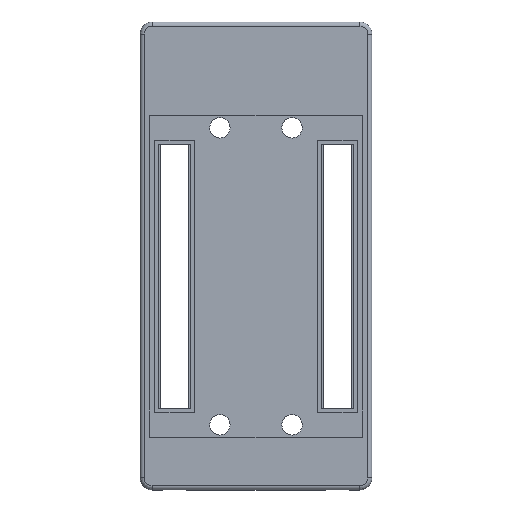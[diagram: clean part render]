
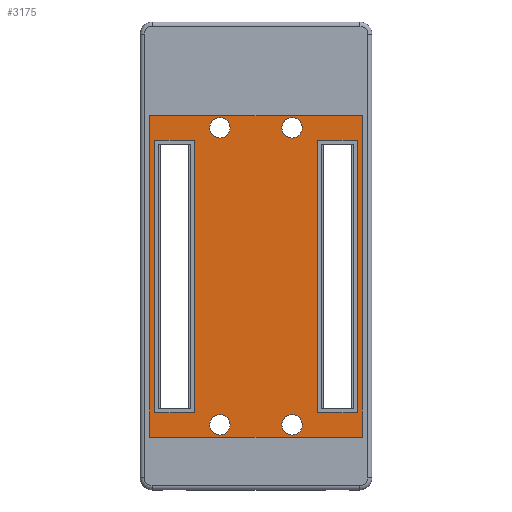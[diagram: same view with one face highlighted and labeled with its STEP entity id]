
A CAD part, top view. The second image highlights one B-rep face of the part: STEP entity #3175.
In plain terms, the highlighted free-form (B-spline) face has degree [1, 1] with [2, 2] control points.
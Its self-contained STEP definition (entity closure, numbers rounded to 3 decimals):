
#2291 = VERTEX_POINT('',#2292);
#2292 = CARTESIAN_POINT('',(21.215,10.547,
    2.353));
#2297 = EDGE_CURVE('',#2291,#2298,#2300,.T.);
#2298 = VERTEX_POINT('',#2299);
#2299 = CARTESIAN_POINT('',(21.215,74.639,
    2.353));
#2300 = B_SPLINE_CURVE_WITH_KNOTS('',1,(#2301,#2302),.UNSPECIFIED.,.F.,
  .F.,(2,2),(0.,79.),.PIECEWISE_BEZIER_KNOTS.);
#2301 = CARTESIAN_POINT('',(21.215,10.547,
    2.353));
#2302 = CARTESIAN_POINT('',(21.215,74.639,
    2.353));
#2319 = EDGE_CURVE('',#2298,#2320,#2322,.T.);
#2320 = VERTEX_POINT('',#2321);
#2321 = CARTESIAN_POINT('',(-21.215,74.639,
    2.353));
#2322 = B_SPLINE_CURVE_WITH_KNOTS('',1,(#2323,#2324),.UNSPECIFIED.,.F.,
  .F.,(2,2),(0.,52.3),.PIECEWISE_BEZIER_KNOTS.);
#2323 = CARTESIAN_POINT('',(21.215,74.639,
    2.353));
#2324 = CARTESIAN_POINT('',(-21.215,74.639,
    2.353));
#2341 = EDGE_CURVE('',#2320,#2342,#2344,.T.);
#2342 = VERTEX_POINT('',#2343);
#2343 = CARTESIAN_POINT('',(-21.215,10.547,
    2.353));
#2344 = B_SPLINE_CURVE_WITH_KNOTS('',1,(#2345,#2346),.UNSPECIFIED.,.F.,
  .F.,(2,2),(0.,79.),.PIECEWISE_BEZIER_KNOTS.);
#2345 = CARTESIAN_POINT('',(-21.215,74.639,
    2.353));
#2346 = CARTESIAN_POINT('',(-21.215,10.547,
    2.353));
#2363 = EDGE_CURVE('',#2342,#2291,#2364,.T.);
#2364 = B_SPLINE_CURVE_WITH_KNOTS('',1,(#2365,#2366),.UNSPECIFIED.,.F.,
  .F.,(2,2),(0.,52.3),.PIECEWISE_BEZIER_KNOTS.);
#2365 = CARTESIAN_POINT('',(-21.215,10.547,
    2.353));
#2366 = CARTESIAN_POINT('',(21.215,10.547,
    2.353));
#2892 = VERTEX_POINT('',#2893);
#2893 = CARTESIAN_POINT('',(-5.168,12.981,
    2.353));
#2898 = EDGE_CURVE('',#2892,#2892,#2899,.T.);
#2899 = ( BOUNDED_CURVE() B_SPLINE_CURVE(2,(#2900,#2901,#2902,#2903,
#2904,#2905,#2906),.UNSPECIFIED.,.T.,.F.) B_SPLINE_CURVE_WITH_KNOTS((1,2
    ,2,2,2,1),(-2.094,0.,2.094,4.189,
6.283,8.378),.UNSPECIFIED.) CURVE() 
GEOMETRIC_REPRESENTATION_ITEM() RATIONAL_B_SPLINE_CURVE((1.,0.5,1.,0.5,
1.,0.5,1.)) REPRESENTATION_ITEM('') );
#2900 = CARTESIAN_POINT('',(-5.168,12.981,
    2.353));
#2901 = CARTESIAN_POINT('',(-5.168,9.468,
    2.353));
#2902 = CARTESIAN_POINT('',(-8.21,11.224,
    2.353));
#2903 = CARTESIAN_POINT('',(-11.252,12.981,
    2.353));
#2904 = CARTESIAN_POINT('',(-8.21,14.737,
    2.353));
#2905 = CARTESIAN_POINT('',(-5.168,16.494,
    2.353));
#2906 = CARTESIAN_POINT('',(-5.168,12.981,
    2.353));
#2929 = VERTEX_POINT('',#2930);
#2930 = CARTESIAN_POINT('',(9.224,12.981,
    2.353));
#2935 = EDGE_CURVE('',#2929,#2929,#2936,.T.);
#2936 = ( BOUNDED_CURVE() B_SPLINE_CURVE(2,(#2937,#2938,#2939,#2940,
#2941,#2942,#2943),.UNSPECIFIED.,.T.,.F.) B_SPLINE_CURVE_WITH_KNOTS((1,2
    ,2,2,2,1),(-2.094,0.,2.094,4.189,
6.283,8.378),.UNSPECIFIED.) CURVE() 
GEOMETRIC_REPRESENTATION_ITEM() RATIONAL_B_SPLINE_CURVE((1.,0.5,1.,0.5,
1.,0.5,1.)) REPRESENTATION_ITEM('') );
#2937 = CARTESIAN_POINT('',(9.224,12.981,
    2.353));
#2938 = CARTESIAN_POINT('',(9.224,9.468,2.353
    ));
#2939 = CARTESIAN_POINT('',(6.182,11.224,
    2.353));
#2940 = CARTESIAN_POINT('',(3.139,12.981,2.353
    ));
#2941 = CARTESIAN_POINT('',(6.182,14.737,
    2.353));
#2942 = CARTESIAN_POINT('',(9.224,16.494,
    2.353));
#2943 = CARTESIAN_POINT('',(9.224,12.981,
    2.353));
#2966 = VERTEX_POINT('',#2967);
#2967 = CARTESIAN_POINT('',(-5.168,72.205,
    2.353));
#2972 = EDGE_CURVE('',#2966,#2966,#2973,.T.);
#2973 = ( BOUNDED_CURVE() B_SPLINE_CURVE(2,(#2974,#2975,#2976,#2977,
#2978,#2979,#2980),.UNSPECIFIED.,.T.,.F.) B_SPLINE_CURVE_WITH_KNOTS((1,2
    ,2,2,2,1),(-2.094,0.,2.094,4.189,
6.283,8.378),.UNSPECIFIED.) CURVE() 
GEOMETRIC_REPRESENTATION_ITEM() RATIONAL_B_SPLINE_CURVE((1.,0.5,1.,0.5,
1.,0.5,1.)) REPRESENTATION_ITEM('') );
#2974 = CARTESIAN_POINT('',(-5.168,72.205,
    2.353));
#2975 = CARTESIAN_POINT('',(-5.168,68.692,
    2.353));
#2976 = CARTESIAN_POINT('',(-8.21,70.448,
    2.353));
#2977 = CARTESIAN_POINT('',(-11.252,72.205,
    2.353));
#2978 = CARTESIAN_POINT('',(-8.21,73.961,
    2.353));
#2979 = CARTESIAN_POINT('',(-5.168,75.718,
    2.353));
#2980 = CARTESIAN_POINT('',(-5.168,72.205,
    2.353));
#3003 = VERTEX_POINT('',#3004);
#3004 = CARTESIAN_POINT('',(9.224,72.205,
    2.353));
#3009 = EDGE_CURVE('',#3003,#3003,#3010,.T.);
#3010 = ( BOUNDED_CURVE() B_SPLINE_CURVE(2,(#3011,#3012,#3013,#3014,
#3015,#3016,#3017),.UNSPECIFIED.,.T.,.F.) B_SPLINE_CURVE_WITH_KNOTS((1,2
    ,2,2,2,1),(-2.094,0.,2.094,4.189,
6.283,8.378),.UNSPECIFIED.) CURVE() 
GEOMETRIC_REPRESENTATION_ITEM() RATIONAL_B_SPLINE_CURVE((1.,0.5,1.,0.5,
1.,0.5,1.)) REPRESENTATION_ITEM('') );
#3011 = CARTESIAN_POINT('',(9.224,72.205,
    2.353));
#3012 = CARTESIAN_POINT('',(9.224,68.692,
    2.353));
#3013 = CARTESIAN_POINT('',(6.182,70.448,
    2.353));
#3014 = CARTESIAN_POINT('',(3.139,72.205,2.353
    ));
#3015 = CARTESIAN_POINT('',(6.182,73.961,
    2.353));
#3016 = CARTESIAN_POINT('',(9.224,75.718,2.353
    ));
#3017 = CARTESIAN_POINT('',(9.224,72.205,
    2.353));
#3175 = ADVANCED_FACE('',(#3176,#3182,#3185,#3188,#3218,#3221,#3251),
  #3254,.T.);
#3176 = FACE_BOUND('',#3177,.T.);
#3177 = EDGE_LOOP('',(#3178,#3179,#3180,#3181));
#3178 = ORIENTED_EDGE('',*,*,#2319,.T.);
#3179 = ORIENTED_EDGE('',*,*,#2341,.T.);
#3180 = ORIENTED_EDGE('',*,*,#2363,.T.);
#3181 = ORIENTED_EDGE('',*,*,#2297,.T.);
#3182 = FACE_BOUND('',#3183,.T.);
#3183 = EDGE_LOOP('',(#3184));
#3184 = ORIENTED_EDGE('',*,*,#2898,.T.);
#3185 = FACE_BOUND('',#3186,.T.);
#3186 = EDGE_LOOP('',(#3187));
#3187 = ORIENTED_EDGE('',*,*,#2935,.T.);
#3188 = FACE_BOUND('',#3189,.T.);
#3189 = EDGE_LOOP('',(#3190,#3199,#3206,#3213));
#3190 = ORIENTED_EDGE('',*,*,#3191,.F.);
#3191 = EDGE_CURVE('',#3192,#3194,#3196,.T.);
#3192 = VERTEX_POINT('',#3193);
#3193 = CARTESIAN_POINT('',(-12.25,15.414,2.353
    ));
#3194 = VERTEX_POINT('',#3195);
#3195 = CARTESIAN_POINT('',(-12.25,69.771,
    2.353));
#3196 = B_SPLINE_CURVE_WITH_KNOTS('',1,(#3197,#3198),.UNSPECIFIED.,.F.,
  .F.,(2,2),(-50.25,16.75),.PIECEWISE_BEZIER_KNOTS.);
#3197 = CARTESIAN_POINT('',(-12.25,15.414,2.353
    ));
#3198 = CARTESIAN_POINT('',(-12.25,69.771,
    2.353));
#3199 = ORIENTED_EDGE('',*,*,#3200,.F.);
#3200 = EDGE_CURVE('',#3201,#3192,#3203,.T.);
#3201 = VERTEX_POINT('',#3202);
#3202 = CARTESIAN_POINT('',(-20.201,15.414,
    2.353));
#3203 = B_SPLINE_CURVE_WITH_KNOTS('',1,(#3204,#3205),.UNSPECIFIED.,.F.,
  .F.,(2,2),(-17.35,-7.55),.PIECEWISE_BEZIER_KNOTS.);
#3204 = CARTESIAN_POINT('',(-20.201,15.414,
    2.353));
#3205 = CARTESIAN_POINT('',(-12.25,15.414,2.353
    ));
#3206 = ORIENTED_EDGE('',*,*,#3207,.F.);
#3207 = EDGE_CURVE('',#3208,#3201,#3210,.T.);
#3208 = VERTEX_POINT('',#3209);
#3209 = CARTESIAN_POINT('',(-20.201,69.771,
    2.353));
#3210 = B_SPLINE_CURVE_WITH_KNOTS('',1,(#3211,#3212),.UNSPECIFIED.,.F.,
  .F.,(2,2),(-50.25,16.75),.PIECEWISE_BEZIER_KNOTS.);
#3211 = CARTESIAN_POINT('',(-20.201,69.771,
    2.353));
#3212 = CARTESIAN_POINT('',(-20.201,15.414,
    2.353));
#3213 = ORIENTED_EDGE('',*,*,#3214,.F.);
#3214 = EDGE_CURVE('',#3194,#3208,#3215,.T.);
#3215 = B_SPLINE_CURVE_WITH_KNOTS('',1,(#3216,#3217),.UNSPECIFIED.,.F.,
  .F.,(2,2),(2.65,12.45),.PIECEWISE_BEZIER_KNOTS.);
#3216 = CARTESIAN_POINT('',(-12.25,69.771,
    2.353));
#3217 = CARTESIAN_POINT('',(-20.201,69.771,
    2.353));
#3218 = FACE_BOUND('',#3219,.T.);
#3219 = EDGE_LOOP('',(#3220));
#3220 = ORIENTED_EDGE('',*,*,#2972,.T.);
#3221 = FACE_BOUND('',#3222,.T.);
#3222 = EDGE_LOOP('',(#3223,#3232,#3239,#3246));
#3223 = ORIENTED_EDGE('',*,*,#3224,.T.);
#3224 = EDGE_CURVE('',#3225,#3227,#3229,.T.);
#3225 = VERTEX_POINT('',#3226);
#3226 = CARTESIAN_POINT('',(12.25,69.771,
    2.353));
#3227 = VERTEX_POINT('',#3228);
#3228 = CARTESIAN_POINT('',(20.201,69.771,
    2.353));
#3229 = B_SPLINE_CURVE_WITH_KNOTS('',1,(#3230,#3231),.UNSPECIFIED.,.F.,
  .F.,(2,2),(2.65,12.45),.PIECEWISE_BEZIER_KNOTS.);
#3230 = CARTESIAN_POINT('',(12.25,69.771,
    2.353));
#3231 = CARTESIAN_POINT('',(20.201,69.771,
    2.353));
#3232 = ORIENTED_EDGE('',*,*,#3233,.T.);
#3233 = EDGE_CURVE('',#3227,#3234,#3236,.T.);
#3234 = VERTEX_POINT('',#3235);
#3235 = CARTESIAN_POINT('',(20.201,15.414,
    2.353));
#3236 = B_SPLINE_CURVE_WITH_KNOTS('',1,(#3237,#3238),.UNSPECIFIED.,.F.,
  .F.,(2,2),(-50.25,16.75),.PIECEWISE_BEZIER_KNOTS.);
#3237 = CARTESIAN_POINT('',(20.201,69.771,
    2.353));
#3238 = CARTESIAN_POINT('',(20.201,15.414,
    2.353));
#3239 = ORIENTED_EDGE('',*,*,#3240,.T.);
#3240 = EDGE_CURVE('',#3234,#3241,#3243,.T.);
#3241 = VERTEX_POINT('',#3242);
#3242 = CARTESIAN_POINT('',(12.25,15.414,
    2.353));
#3243 = B_SPLINE_CURVE_WITH_KNOTS('',1,(#3244,#3245),.UNSPECIFIED.,.F.,
  .F.,(2,2),(-17.35,-7.55),.PIECEWISE_BEZIER_KNOTS.);
#3244 = CARTESIAN_POINT('',(20.201,15.414,
    2.353));
#3245 = CARTESIAN_POINT('',(12.25,15.414,
    2.353));
#3246 = ORIENTED_EDGE('',*,*,#3247,.T.);
#3247 = EDGE_CURVE('',#3241,#3225,#3248,.T.);
#3248 = B_SPLINE_CURVE_WITH_KNOTS('',1,(#3249,#3250),.UNSPECIFIED.,.F.,
  .F.,(2,2),(-50.25,16.75),.PIECEWISE_BEZIER_KNOTS.);
#3249 = CARTESIAN_POINT('',(12.25,15.414,
    2.353));
#3250 = CARTESIAN_POINT('',(12.25,69.771,
    2.353));
#3251 = FACE_BOUND('',#3252,.T.);
#3252 = EDGE_LOOP('',(#3253));
#3253 = ORIENTED_EDGE('',*,*,#3009,.T.);
#3254 = B_SPLINE_SURFACE_WITH_KNOTS('',1,1,(
    (#3255,#3256)
    ,(#3257,#3258
    )),.UNSPECIFIED.,.F.,.F.,.F.,(2,2),(2,2),(-26.15,26.15),(
    -39.5,39.5),.PIECEWISE_BEZIER_KNOTS.);
#3255 = CARTESIAN_POINT('',(-21.215,10.547,
    2.353));
#3256 = CARTESIAN_POINT('',(-21.215,74.639,
    2.353));
#3257 = CARTESIAN_POINT('',(21.215,10.547,
    2.353));
#3258 = CARTESIAN_POINT('',(21.215,74.639,
    2.353));
